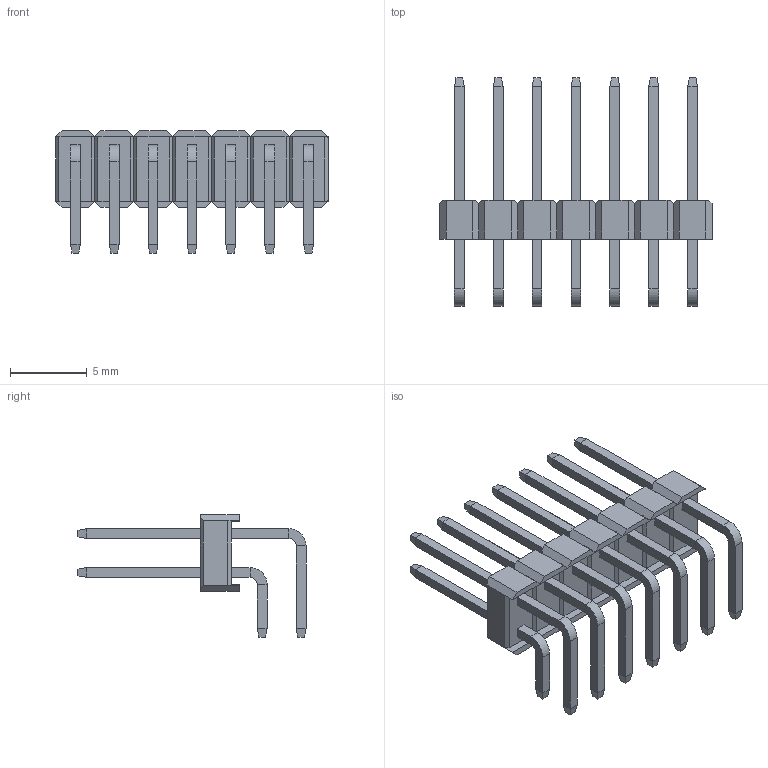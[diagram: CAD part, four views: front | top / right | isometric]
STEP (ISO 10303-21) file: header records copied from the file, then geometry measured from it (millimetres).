
FILE_DESCRIPTION (( 'STEP AP214' ), '1' );
FILE_NAME ('2x7 Male Pin Header Angle.STEP', '2018-11-16T18:29:45', ( 'M.B.I.' ), ( '' ), 'SwSTEP 2.0', '', '' );
FILE_SCHEMA (( 'AUTOMOTIVE_DESIGN' ));
Length unit declared in the file: millimetre
Products named in the file (1): 2x7 Male Pin Header Angle
Bounding box: 17.79 x 14.9 x 8 mm (x, y, z)
Volume: 270 mm3; surface area: 1039.9 mm2
Topology: 15 solids, 15 shells, 512 faces, 1204 edges, 722 vertices
Faces by surface type: plane 484, cylinder 28
Entity records: 14304 total; most frequent: CARTESIAN_POINT 2439, ORIENTED_EDGE 2408, DIRECTION 2286, EDGE_CURVE 1204, VECTOR 1148, LINE 1148, VERTEX_POINT 722, AXIS2_PLACEMENT_3D 569
